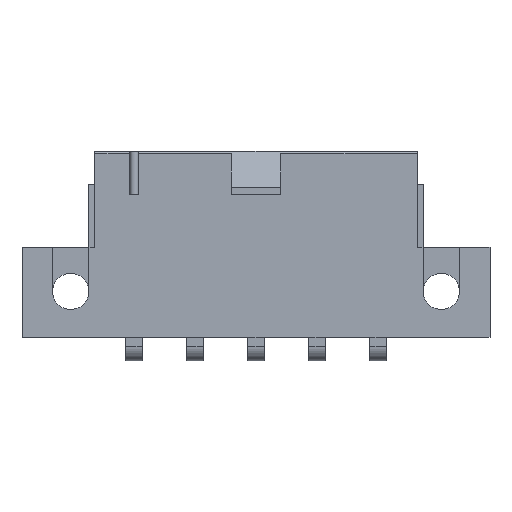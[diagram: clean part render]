
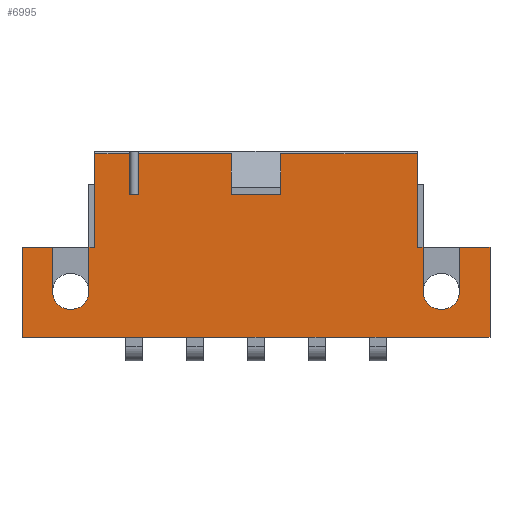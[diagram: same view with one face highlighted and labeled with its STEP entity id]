
A CAD part, top view. The second image highlights one B-rep face of the part: STEP entity #6995.
In plain terms, the highlighted face is planar.
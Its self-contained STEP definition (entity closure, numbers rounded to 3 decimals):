
#43=CIRCLE('',#7239,1.25);
#49=CIRCLE('',#7256,1.25);
#773=ORIENTED_EDGE('',*,*,#1652,.F.);
#774=ORIENTED_EDGE('',*,*,#1647,.T.);
#775=ORIENTED_EDGE('',*,*,#1651,.T.);
#776=ORIENTED_EDGE('',*,*,#1861,.F.);
#777=ORIENTED_EDGE('',*,*,#1932,.T.);
#778=ORIENTED_EDGE('',*,*,#1787,.F.);
#779=ORIENTED_EDGE('',*,*,#1773,.F.);
#780=ORIENTED_EDGE('',*,*,#1777,.F.);
#781=ORIENTED_EDGE('',*,*,#1769,.F.);
#782=ORIENTED_EDGE('',*,*,#1785,.F.);
#783=ORIENTED_EDGE('',*,*,#1780,.T.);
#784=ORIENTED_EDGE('',*,*,#1933,.T.);
#785=ORIENTED_EDGE('',*,*,#1820,.T.);
#786=ORIENTED_EDGE('',*,*,#1828,.T.);
#787=ORIENTED_EDGE('',*,*,#1810,.F.);
#788=ORIENTED_EDGE('',*,*,#1814,.F.);
#789=ORIENTED_EDGE('',*,*,#1816,.F.);
#790=ORIENTED_EDGE('',*,*,#1826,.T.);
#791=ORIENTED_EDGE('',*,*,#1931,.F.);
#792=ORIENTED_EDGE('',*,*,#1866,.F.);
#793=ORIENTED_EDGE('',*,*,#1870,.F.);
#794=ORIENTED_EDGE('',*,*,#1872,.F.);
#795=ORIENTED_EDGE('',*,*,#1874,.F.);
#796=ORIENTED_EDGE('',*,*,#1862,.F.);
#1647=EDGE_CURVE('',#2307,#2306,#2803,.T.);
#1651=EDGE_CURVE('',#2306,#2309,#2807,.T.);
#1652=EDGE_CURVE('',#2307,#2308,#2808,.T.);
#1769=EDGE_CURVE('',#2386,#2387,#2920,.T.);
#1773=EDGE_CURVE('',#2389,#2390,#2924,.T.);
#1777=EDGE_CURVE('',#2387,#2389,#43,.T.);
#1780=EDGE_CURVE('',#2395,#2394,#2930,.T.);
#1785=EDGE_CURVE('',#2395,#2386,#2935,.T.);
#1787=EDGE_CURVE('',#2390,#2398,#2937,.T.);
#1810=EDGE_CURVE('',#2412,#2413,#2955,.T.);
#1814=EDGE_CURVE('',#2415,#2412,#49,.T.);
#1816=EDGE_CURVE('',#2416,#2415,#2960,.T.);
#1820=EDGE_CURVE('',#2420,#2418,#2964,.T.);
#1826=EDGE_CURVE('',#2416,#2425,#2970,.T.);
#1828=EDGE_CURVE('',#2418,#2413,#2972,.T.);
#1861=EDGE_CURVE('',#2445,#2309,#3005,.T.);
#1862=EDGE_CURVE('',#2308,#2446,#3006,.T.);
#1866=EDGE_CURVE('',#2449,#2442,#3010,.T.);
#1870=EDGE_CURVE('',#2452,#2449,#3014,.T.);
#1872=EDGE_CURVE('',#2453,#2452,#3016,.T.);
#1874=EDGE_CURVE('',#2446,#2453,#3018,.T.);
#1931=EDGE_CURVE('',#2442,#2425,#3075,.T.);
#1932=EDGE_CURVE('',#2445,#2398,#3076,.T.);
#1933=EDGE_CURVE('',#2394,#2420,#3077,.T.);
#2306=VERTEX_POINT('',#9076);
#2307=VERTEX_POINT('',#9077);
#2308=VERTEX_POINT('',#9081);
#2309=VERTEX_POINT('',#9083);
#2386=VERTEX_POINT('',#9325);
#2387=VERTEX_POINT('',#9326);
#2389=VERTEX_POINT('',#9333);
#2390=VERTEX_POINT('',#9334);
#2394=VERTEX_POINT('',#9346);
#2395=VERTEX_POINT('',#9348);
#2398=VERTEX_POINT('',#9359);
#2412=VERTEX_POINT('',#9404);
#2413=VERTEX_POINT('',#9405);
#2415=VERTEX_POINT('',#9412);
#2416=VERTEX_POINT('',#9416);
#2418=VERTEX_POINT('',#9422);
#2420=VERTEX_POINT('',#9425);
#2425=VERTEX_POINT('',#9436);
#2442=VERTEX_POINT('',#9496);
#2445=VERTEX_POINT('',#9501);
#2446=VERTEX_POINT('',#9504);
#2449=VERTEX_POINT('',#9510);
#2452=VERTEX_POINT('',#9520);
#2453=VERTEX_POINT('',#9524);
#2803=LINE('',#9078,#3487);
#2807=LINE('',#9086,#3491);
#2808=LINE('',#9087,#3492);
#2920=LINE('',#9324,#3604);
#2924=LINE('',#9332,#3608);
#2930=LINE('',#9347,#3614);
#2935=LINE('',#9356,#3619);
#2937=LINE('',#9358,#3621);
#2955=LINE('',#9403,#3639);
#2960=LINE('',#9415,#3644);
#2964=LINE('',#9424,#3648);
#2970=LINE('',#9437,#3654);
#2972=LINE('',#9439,#3656);
#3005=LINE('',#9502,#3689);
#3006=LINE('',#9503,#3690);
#3010=LINE('',#9511,#3694);
#3014=LINE('',#9519,#3698);
#3016=LINE('',#9523,#3700);
#3018=LINE('',#9527,#3702);
#3075=LINE('',#9634,#3759);
#3076=LINE('',#9636,#3760);
#3077=LINE('',#9637,#3761);
#3487=VECTOR('',#7725,1000.);
#3491=VECTOR('',#7733,1000.);
#3492=VECTOR('',#7734,1000.);
#3604=VECTOR('',#7944,1000.);
#3608=VECTOR('',#7950,1000.);
#3614=VECTOR('',#7962,1000.);
#3619=VECTOR('',#7969,1000.);
#3621=VECTOR('',#7971,1000.);
#3639=VECTOR('',#8015,1000.);
#3644=VECTOR('',#8026,1000.);
#3648=VECTOR('',#8032,1000.);
#3654=VECTOR('',#8040,1000.);
#3656=VECTOR('',#8042,1000.);
#3689=VECTOR('',#8095,1000.);
#3690=VECTOR('',#8096,1000.);
#3694=VECTOR('',#8100,1000.);
#3698=VECTOR('',#8108,1000.);
#3700=VECTOR('',#8112,1000.);
#3702=VECTOR('',#8116,1000.);
#3759=VECTOR('',#8215,1000.);
#3760=VECTOR('',#8218,1000.);
#3761=VECTOR('',#8219,1000.);
#4161=EDGE_LOOP('',(#773,#774,#775,#776,#777,#778,#779,#780,#781,#782,#783,
#784,#785,#786,#787,#788,#789,#790,#791,#792,#793,#794,#795,#796));
#4467=FACE_BOUND('',#4161,.T.);
#4766=PLANE('',#7295);
#6995=ADVANCED_FACE('',(#4467),#4766,.T.);
#7239=AXIS2_PLACEMENT_3D('',#9340,#7956,#7957);
#7256=AXIS2_PLACEMENT_3D('',#9411,#8021,#8022);
#7295=AXIS2_PLACEMENT_3D('',#9635,#8216,#8217);
#7725=DIRECTION('',(1.,0.,0.));
#7733=DIRECTION('',(0.,0.,1.));
#7734=DIRECTION('',(0.,0.,1.));
#7944=DIRECTION('',(0.,0.,-1.));
#7950=DIRECTION('',(0.,0.,1.));
#7956=DIRECTION('',(0.,1.,0.));
#7957=DIRECTION('',(1.,0.,0.));
#7962=DIRECTION('',(0.,0.,-1.));
#7969=DIRECTION('',(-1.,0.,0.));
#7971=DIRECTION('',(-1.,0.,0.));
#8015=DIRECTION('',(0.,0.,1.));
#8021=DIRECTION('',(0.,1.,0.));
#8022=DIRECTION('',(1.,0.,0.));
#8026=DIRECTION('',(0.,0.,-1.));
#8032=DIRECTION('',(0.,0.,1.));
#8040=DIRECTION('',(1.,0.,0.));
#8042=DIRECTION('',(1.,0.,0.));
#8095=DIRECTION('',(-1.,0.,0.));
#8096=DIRECTION('',(-1.,0.,0.));
#8100=DIRECTION('',(-1.,0.,0.));
#8108=DIRECTION('',(0.,0.,1.));
#8112=DIRECTION('',(-1.,0.,0.));
#8116=DIRECTION('',(0.,0.,-1.));
#8215=DIRECTION('',(0.,0.,-1.));
#8216=DIRECTION('',(0.,1.,0.));
#8217=DIRECTION('',(0.,0.,1.));
#8218=DIRECTION('',(0.,0.,-1.));
#8219=DIRECTION('',(-1.,0.,0.));
#9076=CARTESIAN_POINT('',(8.698,2.7,3.4));
#9077=CARTESIAN_POINT('',(8.102,2.7,3.4));
#9078=CARTESIAN_POINT('',(8.102,2.7,3.4));
#9081=CARTESIAN_POINT('',(8.102,2.7,6.233));
#9083=CARTESIAN_POINT('',(8.698,2.7,6.233));
#9086=CARTESIAN_POINT('',(8.698,2.7,3.4));
#9087=CARTESIAN_POINT('',(8.102,2.7,3.4));
#9324=CARTESIAN_POINT('',(14.,2.7,-0.2));
#9325=CARTESIAN_POINT('',(14.,2.7,-0.2));
#9326=CARTESIAN_POINT('',(14.,2.7,-3.25));
#9332=CARTESIAN_POINT('',(11.5,2.7,-3.25));
#9333=CARTESIAN_POINT('',(11.5,2.7,-3.25));
#9334=CARTESIAN_POINT('',(11.5,2.7,-0.2));
#9340=CARTESIAN_POINT('',(12.75,2.7,-3.25));
#9346=CARTESIAN_POINT('',(16.1,2.7,-6.4));
#9347=CARTESIAN_POINT('',(16.1,2.7,-0.2));
#9348=CARTESIAN_POINT('',(16.1,2.7,-0.2));
#9356=CARTESIAN_POINT('',(11.5,2.7,-0.2));
#9358=CARTESIAN_POINT('',(11.5,2.7,-0.2));
#9359=CARTESIAN_POINT('',(11.1,2.7,-0.2));
#9403=CARTESIAN_POINT('',(-14.,2.7,-0.2));
#9404=CARTESIAN_POINT('',(-14.,2.7,-3.25));
#9405=CARTESIAN_POINT('',(-14.,2.7,-0.2));
#9411=CARTESIAN_POINT('',(-12.75,2.7,-3.25));
#9412=CARTESIAN_POINT('',(-11.5,2.7,-3.25));
#9415=CARTESIAN_POINT('',(-11.5,2.7,-0.2));
#9416=CARTESIAN_POINT('',(-11.5,2.7,-0.2));
#9422=CARTESIAN_POINT('',(-16.1,2.7,-0.2));
#9424=CARTESIAN_POINT('',(-16.1,2.7,-6.4));
#9425=CARTESIAN_POINT('',(-16.1,2.7,-6.4));
#9436=CARTESIAN_POINT('',(-11.1,2.7,-0.2));
#9437=CARTESIAN_POINT('',(-11.5,2.7,-0.2));
#9439=CARTESIAN_POINT('',(-11.5,2.7,-0.2));
#9496=CARTESIAN_POINT('',(-11.1,2.7,6.233));
#9501=CARTESIAN_POINT('',(11.1,2.7,6.233));
#9502=CARTESIAN_POINT('',(11.1,2.7,6.233));
#9503=CARTESIAN_POINT('',(11.1,2.7,6.233));
#9504=CARTESIAN_POINT('',(1.7,2.7,6.233));
#9510=CARTESIAN_POINT('',(-1.7,2.7,6.233));
#9511=CARTESIAN_POINT('',(11.1,2.7,6.233));
#9519=CARTESIAN_POINT('',(-1.7,2.7,3.4));
#9520=CARTESIAN_POINT('',(-1.7,2.7,3.4));
#9523=CARTESIAN_POINT('',(1.7,2.7,3.4));
#9524=CARTESIAN_POINT('',(1.7,2.7,3.4));
#9527=CARTESIAN_POINT('',(1.7,2.7,6.4));
#9634=CARTESIAN_POINT('',(-11.1,2.7,6.4));
#9635=CARTESIAN_POINT('',(11.1,2.7,6.4));
#9636=CARTESIAN_POINT('',(11.1,2.7,6.4));
#9637=CARTESIAN_POINT('',(11.1,2.7,-6.4));
